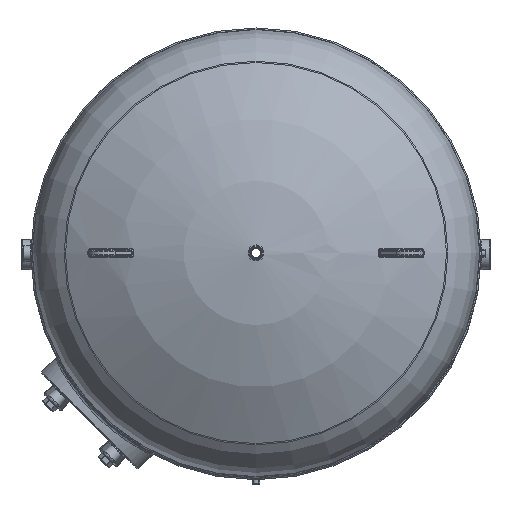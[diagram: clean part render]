
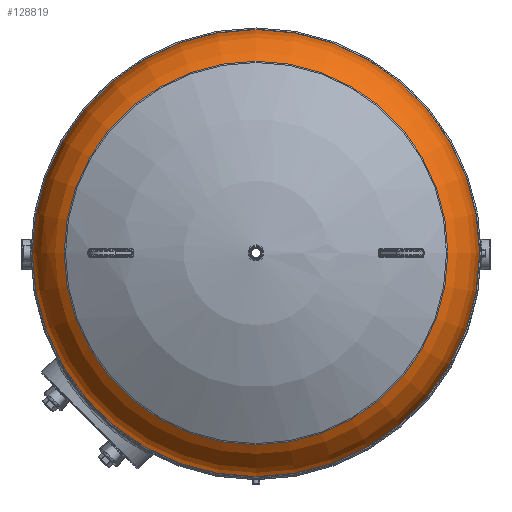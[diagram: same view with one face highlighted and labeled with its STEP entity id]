
A CAD part, top view. The second image highlights one B-rep face of the part: STEP entity #128819.
In plain terms, the highlighted toroidal (fillet/blend) face has major radius 520 mm and minor radius 230 mm.
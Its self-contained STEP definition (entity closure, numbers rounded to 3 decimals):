
#55098=CARTESIAN_POINT('',(643.436,-0.,3621.89));
#55099=VERTEX_POINT('',#55098);
#55107=CARTESIAN_POINT('',(-643.436,-0.,3621.89));
#55108=VERTEX_POINT('',#55107);
#55109=CARTESIAN_POINT('',(0.,-0.,3621.89));
#55110=DIRECTION('',(0.,-0.,1.));
#55111=DIRECTION('',(-1.,0.,0.));
#55112=AXIS2_PLACEMENT_3D('',#55109,#55110,#55111);
#55113=CIRCLE('',#55112,643.436);
#55114=EDGE_CURVE('',#55099,#55108,#55113,.T.);
#55116=CARTESIAN_POINT('',(0.,-0.,3621.89));
#55117=DIRECTION('',(0.,-0.,1.));
#55118=DIRECTION('',(-1.,0.,0.));
#55119=AXIS2_PLACEMENT_3D('',#55116,#55117,#55118);
#55120=CIRCLE('',#55119,643.436);
#55121=EDGE_CURVE('',#55108,#55099,#55120,.T.);
#60437=CARTESIAN_POINT('',(-750.,-0.,3427.818));
#60438=VERTEX_POINT('',#60437);
#60464=CARTESIAN_POINT('',(750.,0.,3427.818));
#60465=VERTEX_POINT('',#60464);
#60466=CARTESIAN_POINT('',(-0.,-0.,3427.818));
#60467=DIRECTION('',(-0.,0.,-1.));
#60468=DIRECTION('',(-1.,0.,0.));
#60469=AXIS2_PLACEMENT_3D('',#60466,#60467,#60468);
#60470=CIRCLE('',#60469,750.);
#60471=EDGE_CURVE('',#60438,#60465,#60470,.T.);
#60473=CARTESIAN_POINT('',(-0.,-0.,3427.818));
#60474=DIRECTION('',(-0.,0.,-1.));
#60475=DIRECTION('',(-1.,0.,0.));
#60476=AXIS2_PLACEMENT_3D('',#60473,#60474,#60475);
#60477=CIRCLE('',#60476,750.);
#60478=EDGE_CURVE('',#60465,#60438,#60477,.T.);
#128800=CARTESIAN_POINT('',(-0.,-0.,3427.818));
#128801=DIRECTION('',(-0.,0.,-1.));
#128802=DIRECTION('',(-1.,0.,0.));
#128803=AXIS2_PLACEMENT_3D('',#128800,#128801,#128802);
#128804=TOROIDAL_SURFACE('',#128803,520.,230.);
#128805=CARTESIAN_POINT('',(-520.,-0.,3427.818));
#128806=DIRECTION('',(-0.,1.,-0.));
#128807=DIRECTION('',(-1.,0.,0.));
#128808=AXIS2_PLACEMENT_3D('',#128805,#128806,#128807);
#128809=CIRCLE('',#128808,230.);
#128810=EDGE_CURVE('',#60438,#55108,#128809,.T.);
#128811=ORIENTED_EDGE('',*,*,#128810,.T.);
#128812=ORIENTED_EDGE('',*,*,#55114,.F.);
#128813=ORIENTED_EDGE('',*,*,#55121,.F.);
#128814=ORIENTED_EDGE('',*,*,#128810,.F.);
#128815=ORIENTED_EDGE('',*,*,#60478,.F.);
#128816=ORIENTED_EDGE('',*,*,#60471,.F.);
#128817=EDGE_LOOP('',(#128811,#128812,#128813,#128814,#128815,#128816));
#128818=FACE_BOUND('',#128817,.T.);
#128819=ADVANCED_FACE('',(#128818),#128804,.T.);
